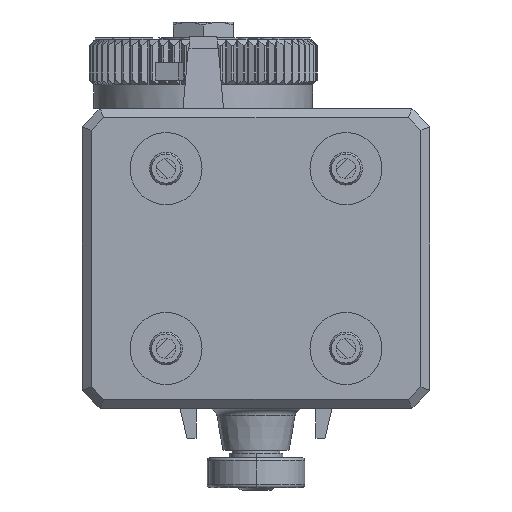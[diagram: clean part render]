
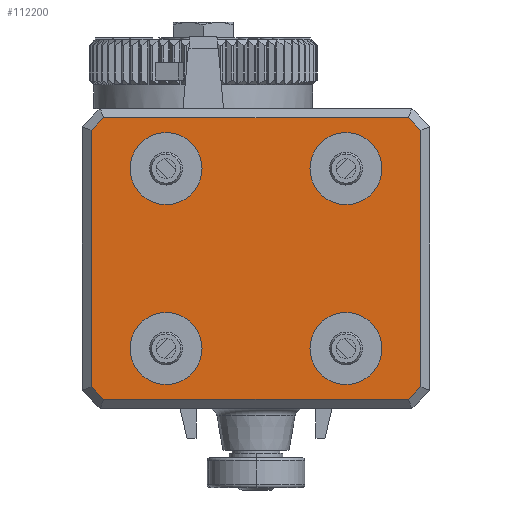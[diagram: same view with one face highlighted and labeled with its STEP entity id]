
A CAD part, front view. The second image highlights one B-rep face of the part: STEP entity #112200.
In plain terms, the highlighted planar face has unit normal (0, -1, 0).
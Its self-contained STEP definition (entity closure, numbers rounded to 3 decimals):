
#304 = DIRECTION ( 'NONE',  ( 1., 0., 0. ) ) ;
#942 = VERTEX_POINT ( 'NONE', #95135 ) ;
#1769 = ORIENTED_EDGE ( 'NONE', *, *, #61712, .F. ) ;
#2010 = VERTEX_POINT ( 'NONE', #79564 ) ;
#2243 = ORIENTED_EDGE ( 'NONE', *, *, #68513, .T. ) ;
#2576 = DIRECTION ( 'NONE',  ( 0., -1., 0. ) ) ;
#2718 = AXIS2_PLACEMENT_3D ( 'NONE', #111088, #30102, #66169 ) ;
#3426 = EDGE_CURVE ( 'NONE', #86522, #2010, #13053, .T. ) ;
#3870 = CARTESIAN_POINT ( 'NONE',  ( -15., -46.7, 15. ) ) ;
#4095 = FACE_BOUND ( 'NONE', #45665, .T. ) ;
#5131 = CARTESIAN_POINT ( 'NONE',  ( -15., -46.7, -15. ) ) ;
#5202 = EDGE_CURVE ( 'NONE', #88378, #99994, #45396, .T. ) ;
#7561 = DIRECTION ( 'NONE',  ( 0., 0., -1. ) ) ;
#9268 = DIRECTION ( 'NONE',  ( 0.707, 0., 0.707 ) ) ;
#9525 = CARTESIAN_POINT ( 'NONE',  ( 27.5, -46.7, -25. ) ) ;
#10587 = DIRECTION ( 'NONE',  ( 0., 0., -1. ) ) ;
#11853 = FACE_BOUND ( 'NONE', #13483, .T. ) ;
#12968 = EDGE_CURVE ( 'NONE', #99994, #88378, #38812, .T. ) ;
#13053 = CIRCLE ( 'NONE', #79151, 6. ) ;
#13483 = EDGE_LOOP ( 'NONE', ( #47452, #56940 ) ) ;
#14475 = DIRECTION ( 'NONE',  ( 0., -1., 0. ) ) ;
#15582 = CARTESIAN_POINT ( 'NONE',  ( -15., -46.7, -9. ) ) ;
#16931 = DIRECTION ( 'NONE',  ( 0., 0., -1. ) ) ;
#17832 = VERTEX_POINT ( 'NONE', #90470 ) ;
#18963 = LINE ( 'NONE', #9525, #79537 ) ;
#24019 = DIRECTION ( 'NONE',  ( 0., 0., -1. ) ) ;
#24275 = VERTEX_POINT ( 'NONE', #84509 ) ;
#27503 = ORIENTED_EDGE ( 'NONE', *, *, #101150, .T. ) ;
#28104 = DIRECTION ( 'NONE',  ( 0., -1., 0. ) ) ;
#30102 = DIRECTION ( 'NONE',  ( 0., -1., 0. ) ) ;
#31498 = VERTEX_POINT ( 'NONE', #95464 ) ;
#31543 = VECTOR ( 'NONE', #9268, 1000. ) ;
#31981 = VECTOR ( 'NONE', #7561, 1000. ) ;
#33632 = CARTESIAN_POINT ( 'NONE',  ( -27.5, -46.7, -25. ) ) ;
#33743 = EDGE_CURVE ( 'NONE', #47357, #41342, #69681, .T. ) ;
#36514 = LINE ( 'NONE', #90295, #31543 ) ;
#36957 = ORIENTED_EDGE ( 'NONE', *, *, #74836, .T. ) ;
#37556 = CARTESIAN_POINT ( 'NONE',  ( -15., -46.7, -15. ) ) ;
#38518 = CARTESIAN_POINT ( 'NONE',  ( 29., -46.7, -25. ) ) ;
#38812 = CIRCLE ( 'NONE', #65217, 6. ) ;
#39164 = EDGE_CURVE ( 'NONE', #41342, #112535, #77476, .T. ) ;
#40069 = DIRECTION ( 'NONE',  ( -1., 0., 0. ) ) ;
#40845 = FACE_BOUND ( 'NONE', #92316, .T. ) ;
#40893 = CARTESIAN_POINT ( 'NONE',  ( 2.561, -46.7, -51.439 ) ) ;
#41117 = DIRECTION ( 'NONE',  ( 0., 0., -1. ) ) ;
#41342 = VERTEX_POINT ( 'NONE', #45944 ) ;
#42298 = CARTESIAN_POINT ( 'NONE',  ( -15., -46.7, -21. ) ) ;
#43077 = VECTOR ( 'NONE', #85616, 1000. ) ;
#44852 = VERTEX_POINT ( 'NONE', #46109 ) ;
#44955 = CARTESIAN_POINT ( 'NONE',  ( 15., -46.7, 9. ) ) ;
#45250 = CIRCLE ( 'NONE', #111293, 6. ) ;
#45396 = CIRCLE ( 'NONE', #83014, 6. ) ;
#45665 = EDGE_LOOP ( 'NONE', ( #62905, #46017 ) ) ;
#45944 = CARTESIAN_POINT ( 'NONE',  ( -27.5, -46.7, -21.379 ) ) ;
#46017 = ORIENTED_EDGE ( 'NONE', *, *, #59256, .F. ) ;
#46109 = CARTESIAN_POINT ( 'NONE',  ( -15., -46.7, 21. ) ) ;
#46655 = VERTEX_POINT ( 'NONE', #73928 ) ;
#47357 = VERTEX_POINT ( 'NONE', #116577 ) ;
#47452 = ORIENTED_EDGE ( 'NONE', *, *, #5202, .F. ) ;
#47808 = LINE ( 'NONE', #83729, #75246 ) ;
#48034 = DIRECTION ( 'NONE',  ( 0., 0., 1. ) ) ;
#48717 = VECTOR ( 'NONE', #85773, 1000. ) ;
#49647 = CARTESIAN_POINT ( 'NONE',  ( -22.439, -46.7, 26.439 ) ) ;
#50317 = CIRCLE ( 'NONE', #63480, 6. ) ;
#52831 = CARTESIAN_POINT ( 'NONE',  ( 51.439, -46.7, -2.561 ) ) ;
#53132 = CARTESIAN_POINT ( 'NONE',  ( -15., -46.7, 15. ) ) ;
#53206 = EDGE_CURVE ( 'NONE', #112535, #17832, #62524, .T. ) ;
#54264 = EDGE_LOOP ( 'NONE', ( #36957, #27503, #71505, #83699, #86745, #96421, #117127, #2243 ) ) ;
#54708 = DIRECTION ( 'NONE',  ( 0., -1., 0. ) ) ;
#56940 = ORIENTED_EDGE ( 'NONE', *, *, #12968, .F. ) ;
#57701 = CARTESIAN_POINT ( 'NONE',  ( 15., -46.7, 15. ) ) ;
#59256 = EDGE_CURVE ( 'NONE', #84715, #84755, #50317, .T. ) ;
#59527 = VERTEX_POINT ( 'NONE', #108324 ) ;
#59648 = ORIENTED_EDGE ( 'NONE', *, *, #3426, .F. ) ;
#60235 = DIRECTION ( 'NONE',  ( 0., 0., -1. ) ) ;
#60354 = AXIS2_PLACEMENT_3D ( 'NONE', #3870, #104378, #68898 ) ;
#61596 = VECTOR ( 'NONE', #304, 1000. ) ;
#61712 = EDGE_CURVE ( 'NONE', #44852, #59527, #45250, .T. ) ;
#62197 = CIRCLE ( 'NONE', #60354, 6. ) ;
#62524 = LINE ( 'NONE', #100265, #61596 ) ;
#62905 = ORIENTED_EDGE ( 'NONE', *, *, #69704, .F. ) ;
#63480 = AXIS2_PLACEMENT_3D ( 'NONE', #37556, #28104, #73604 ) ;
#64337 = AXIS2_PLACEMENT_3D ( 'NONE', #38518, #103445, #94639 ) ;
#65217 = AXIS2_PLACEMENT_3D ( 'NONE', #87283, #14475, #24019 ) ;
#65691 = FACE_OUTER_BOUND ( 'NONE', #54264, .T. ) ;
#66169 = DIRECTION ( 'NONE',  ( 0., 0., -1. ) ) ;
#67021 = ORIENTED_EDGE ( 'NONE', *, *, #114476, .F. ) ;
#68513 = EDGE_CURVE ( 'NONE', #31498, #46655, #104712, .T. ) ;
#68898 = DIRECTION ( 'NONE',  ( 0., 0., -1. ) ) ;
#69681 = LINE ( 'NONE', #33632, #31981 ) ;
#69704 = EDGE_CURVE ( 'NONE', #84755, #84715, #82641, .T. ) ;
#70192 = DIRECTION ( 'NONE',  ( 0., -1., 0. ) ) ;
#71505 = ORIENTED_EDGE ( 'NONE', *, *, #33743, .T. ) ;
#73604 = DIRECTION ( 'NONE',  ( 0., 0., -1. ) ) ;
#73928 = CARTESIAN_POINT ( 'NONE',  ( 25.379, -46.7, 23.5 ) ) ;
#74836 = EDGE_CURVE ( 'NONE', #46655, #24275, #47808, .T. ) ;
#75231 = CARTESIAN_POINT ( 'NONE',  ( 15., -46.7, -15. ) ) ;
#75246 = VECTOR ( 'NONE', #40069, 1000. ) ;
#76473 = EDGE_CURVE ( 'NONE', #942, #31498, #18963, .T. ) ;
#76807 = FACE_BOUND ( 'NONE', #78367, .T. ) ;
#77476 = LINE ( 'NONE', #40893, #48717 ) ;
#78367 = EDGE_LOOP ( 'NONE', ( #1769, #67021 ) ) ;
#79151 = AXIS2_PLACEMENT_3D ( 'NONE', #75231, #91609, #10587 ) ;
#79537 = VECTOR ( 'NONE', #48034, 1000. ) ;
#79564 = CARTESIAN_POINT ( 'NONE',  ( 15., -46.7, -21. ) ) ;
#82641 = CIRCLE ( 'NONE', #88347, 6. ) ;
#83014 = AXIS2_PLACEMENT_3D ( 'NONE', #57701, #2576, #41117 ) ;
#83699 = ORIENTED_EDGE ( 'NONE', *, *, #39164, .T. ) ;
#83729 = CARTESIAN_POINT ( 'NONE',  ( 29., -46.7, 23.5 ) ) ;
#84509 = CARTESIAN_POINT ( 'NONE',  ( -25.379, -46.7, 23.5 ) ) ;
#84715 = VERTEX_POINT ( 'NONE', #42298 ) ;
#84755 = VERTEX_POINT ( 'NONE', #15582 ) ;
#85150 = PLANE ( 'NONE',  #64337 ) ;
#85616 = DIRECTION ( 'NONE',  ( -0.707, 0., -0.707 ) ) ;
#85641 = VECTOR ( 'NONE', #114862, 1000. ) ;
#85773 = DIRECTION ( 'NONE',  ( 0.707, 0., -0.707 ) ) ;
#86522 = VERTEX_POINT ( 'NONE', #95200 ) ;
#86745 = ORIENTED_EDGE ( 'NONE', *, *, #53206, .T. ) ;
#87283 = CARTESIAN_POINT ( 'NONE',  ( 15., -46.7, 15. ) ) ;
#88347 = AXIS2_PLACEMENT_3D ( 'NONE', #5131, #54708, #60235 ) ;
#88378 = VERTEX_POINT ( 'NONE', #92431 ) ;
#90295 = CARTESIAN_POINT ( 'NONE',  ( 26.439, -46.7, -22.439 ) ) ;
#90470 = CARTESIAN_POINT ( 'NONE',  ( 25.379, -46.7, -23.5 ) ) ;
#91230 = EDGE_CURVE ( 'NONE', #17832, #942, #36514, .T. ) ;
#91609 = DIRECTION ( 'NONE',  ( 0., -1., 0. ) ) ;
#92316 = EDGE_LOOP ( 'NONE', ( #59648, #98282 ) ) ;
#92431 = CARTESIAN_POINT ( 'NONE',  ( 15., -46.7, 21. ) ) ;
#94639 = DIRECTION ( 'NONE',  ( 0., 0., -1. ) ) ;
#95135 = CARTESIAN_POINT ( 'NONE',  ( 27.5, -46.7, -21.379 ) ) ;
#95200 = CARTESIAN_POINT ( 'NONE',  ( 15., -46.7, -9. ) ) ;
#95464 = CARTESIAN_POINT ( 'NONE',  ( 27.5, -46.7, 21.379 ) ) ;
#96421 = ORIENTED_EDGE ( 'NONE', *, *, #91230, .T. ) ;
#98282 = ORIENTED_EDGE ( 'NONE', *, *, #108102, .F. ) ;
#99994 = VERTEX_POINT ( 'NONE', #44955 ) ;
#100265 = CARTESIAN_POINT ( 'NONE',  ( 29., -46.7, -23.5 ) ) ;
#101026 = CIRCLE ( 'NONE', #2718, 6. ) ;
#101150 = EDGE_CURVE ( 'NONE', #24275, #47357, #101592, .T. ) ;
#101592 = LINE ( 'NONE', #49647, #43077 ) ;
#103445 = DIRECTION ( 'NONE',  ( 0., -1., 0. ) ) ;
#104378 = DIRECTION ( 'NONE',  ( 0., -1., 0. ) ) ;
#104712 = LINE ( 'NONE', #52831, #85641 ) ;
#105644 = CARTESIAN_POINT ( 'NONE',  ( -25.379, -46.7, -23.5 ) ) ;
#108102 = EDGE_CURVE ( 'NONE', #2010, #86522, #101026, .T. ) ;
#108324 = CARTESIAN_POINT ( 'NONE',  ( -15., -46.7, 9. ) ) ;
#111088 = CARTESIAN_POINT ( 'NONE',  ( 15., -46.7, -15. ) ) ;
#111293 = AXIS2_PLACEMENT_3D ( 'NONE', #53132, #70192, #16931 ) ;
#112200 = ADVANCED_FACE ( 'NONE', ( #65691, #40845, #76807, #11853, #4095 ), #85150, .T. ) ;
#112535 = VERTEX_POINT ( 'NONE', #105644 ) ;
#114476 = EDGE_CURVE ( 'NONE', #59527, #44852, #62197, .T. ) ;
#114862 = DIRECTION ( 'NONE',  ( -0.707, 0., 0.707 ) ) ;
#116577 = CARTESIAN_POINT ( 'NONE',  ( -27.5, -46.7, 21.379 ) ) ;
#117127 = ORIENTED_EDGE ( 'NONE', *, *, #76473, .T. ) ;
